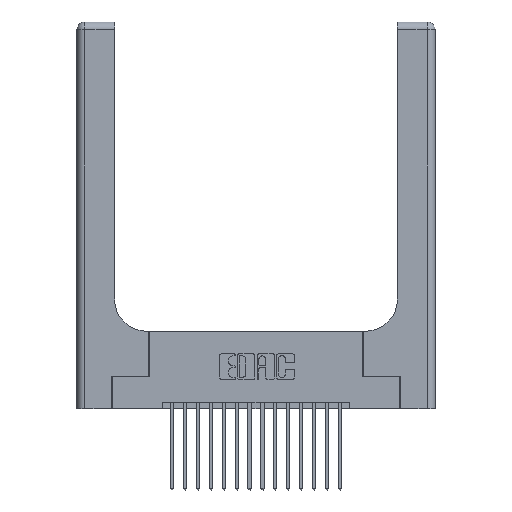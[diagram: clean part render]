
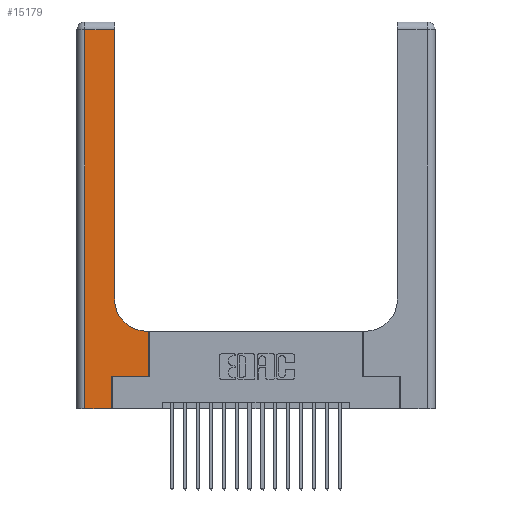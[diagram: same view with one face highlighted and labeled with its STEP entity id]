
A CAD part, top view. The second image highlights one B-rep face of the part: STEP entity #15179.
In plain terms, the highlighted planar face has unit normal (0, 0, 1).
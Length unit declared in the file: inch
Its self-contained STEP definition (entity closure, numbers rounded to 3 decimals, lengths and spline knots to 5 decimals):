
#234 = CARTESIAN_POINT ( 'NONE',  ( 0.06, 2.94, 0.37 ) ) ;
#303 = CARTESIAN_POINT ( 'NONE',  ( 0.2915, 0.6, 0.37 ) ) ;
#1086 = DIRECTION ( 'NONE',  ( 0., 0., -1. ) ) ;
#1179 = LINE ( 'NONE', #2800, #4848 ) ;
#1675 = EDGE_CURVE ( 'NONE', #14083, #18918, #9326, .T. ) ;
#1980 = DIRECTION ( 'NONE',  ( 0., -1., 0. ) ) ;
#2549 = CARTESIAN_POINT ( 'NONE',  ( 0.5415, 0.6, 0.37 ) ) ;
#2571 = ORIENTED_EDGE ( 'NONE', *, *, #4614, .T. ) ;
#2641 = EDGE_CURVE ( 'NONE', #18918, #9097, #5112, .T. ) ;
#2651 = VECTOR ( 'NONE', #5223, 39.37008 ) ;
#2730 = ORIENTED_EDGE ( 'NONE', *, *, #15091, .T. ) ;
#2800 = CARTESIAN_POINT ( 'NONE',  ( 0.269, 0.25, 0.37 ) ) ;
#3573 = CARTESIAN_POINT ( 'NONE',  ( 0.06, 3., 0.37 ) ) ;
#4017 = CARTESIAN_POINT ( 'NONE',  ( 0.2915, 0.85, 0.37 ) ) ;
#4064 = VECTOR ( 'NONE', #1980, 39.37008 ) ;
#4541 = FACE_OUTER_BOUND ( 'NONE', #4550, .T. ) ;
#4542 = CARTESIAN_POINT ( 'NONE',  ( 0., 2.94, 0.37 ) ) ;
#4550 = EDGE_LOOP ( 'NONE', ( #19494, #10399, #2571, #2730, #7728, #5590, #8940, #17866, #15573 ) ) ;
#4585 = CARTESIAN_POINT ( 'NONE',  ( 0.269, 0., 0.37 ) ) ;
#4614 = EDGE_CURVE ( 'NONE', #9097, #7239, #16417, .T. ) ;
#4848 = VECTOR ( 'NONE', #18531, 39.37008 ) ;
#4962 = CIRCLE ( 'NONE', #16216, 0.25 ) ;
#5112 = LINE ( 'NONE', #4542, #17886 ) ;
#5223 = DIRECTION ( 'NONE',  ( 0., 1., 0. ) ) ;
#5540 = VECTOR ( 'NONE', #16360, 39.37008 ) ;
#5590 = ORIENTED_EDGE ( 'NONE', *, *, #14188, .T. ) ;
#5719 = CARTESIAN_POINT ( 'NONE',  ( 0.5585, 0.25, 0.37 ) ) ;
#5743 = VERTEX_POINT ( 'NONE', #18450 ) ;
#6178 = VERTEX_POINT ( 'NONE', #2549 ) ;
#6196 = VERTEX_POINT ( 'NONE', #5719 ) ;
#6454 = CARTESIAN_POINT ( 'NONE',  ( 0.5585, 0.25, 0.37 ) ) ;
#6467 = EDGE_CURVE ( 'NONE', #6196, #9342, #10401, .T. ) ;
#6875 = LINE ( 'NONE', #303, #18567 ) ;
#7239 = VERTEX_POINT ( 'NONE', #10960 ) ;
#7728 = ORIENTED_EDGE ( 'NONE', *, *, #14531, .T. ) ;
#8473 = CARTESIAN_POINT ( 'NONE',  ( 0.2915, 2.94, 0.37 ) ) ;
#8670 = DIRECTION ( 'NONE',  ( -1., 0., 0. ) ) ;
#8912 = PLANE ( 'NONE',  #14677 ) ;
#8940 = ORIENTED_EDGE ( 'NONE', *, *, #6467, .T. ) ;
#9097 = VERTEX_POINT ( 'NONE', #234 ) ;
#9326 = LINE ( 'NONE', #18975, #12961 ) ;
#9342 = VERTEX_POINT ( 'NONE', #13455 ) ;
#9398 = DIRECTION ( 'NONE',  ( 0., 0., -1. ) ) ;
#9591 = DIRECTION ( 'NONE',  ( 0., 1., 0. ) ) ;
#9961 = VERTEX_POINT ( 'NONE', #4585 ) ;
#10399 = ORIENTED_EDGE ( 'NONE', *, *, #2641, .T. ) ;
#10401 = LINE ( 'NONE', #6454, #17538 ) ;
#10960 = CARTESIAN_POINT ( 'NONE',  ( 0.06, 0., 0.37 ) ) ;
#12035 = DIRECTION ( 'NONE',  ( -1., 0., 0. ) ) ;
#12842 = DIRECTION ( 'NONE',  ( -1., 0., 0. ) ) ;
#12961 = VECTOR ( 'NONE', #15909, 39.37008 ) ;
#13068 = CARTESIAN_POINT ( 'NONE',  ( 0.269, 0., 0.37 ) ) ;
#13319 = CARTESIAN_POINT ( 'NONE',  ( 0., 0., 0.37 ) ) ;
#13455 = CARTESIAN_POINT ( 'NONE',  ( 0.5585, 0.6, 0.37 ) ) ;
#14083 = VERTEX_POINT ( 'NONE', #4017 ) ;
#14188 = EDGE_CURVE ( 'NONE', #5743, #6196, #1179, .T. ) ;
#14531 = EDGE_CURVE ( 'NONE', #9961, #5743, #18089, .T. ) ;
#14677 = AXIS2_PLACEMENT_3D ( 'NONE', #19513, #1086, #12035 ) ;
#15091 = EDGE_CURVE ( 'NONE', #7239, #9961, #18253, .T. ) ;
#15179 = ADVANCED_FACE ( 'NONE', ( #4541 ), #8912, .F. ) ;
#15573 = ORIENTED_EDGE ( 'NONE', *, *, #16562, .T. ) ;
#15909 = DIRECTION ( 'NONE',  ( 0., 1., 0. ) ) ;
#16216 = AXIS2_PLACEMENT_3D ( 'NONE', #18491, #9398, #19972 ) ;
#16360 = DIRECTION ( 'NONE',  ( 1., 0., 0. ) ) ;
#16417 = LINE ( 'NONE', #3573, #4064 ) ;
#16562 = EDGE_CURVE ( 'NONE', #6178, #14083, #4962, .T. ) ;
#17538 = VECTOR ( 'NONE', #9591, 39.37008 ) ;
#17866 = ORIENTED_EDGE ( 'NONE', *, *, #19472, .T. ) ;
#17886 = VECTOR ( 'NONE', #8670, 39.37008 ) ;
#18089 = LINE ( 'NONE', #13068, #2651 ) ;
#18253 = LINE ( 'NONE', #13319, #5540 ) ;
#18450 = CARTESIAN_POINT ( 'NONE',  ( 0.269, 0.25, 0.37 ) ) ;
#18491 = CARTESIAN_POINT ( 'NONE',  ( 0.5415, 0.85, 0.37 ) ) ;
#18531 = DIRECTION ( 'NONE',  ( 1., 0., 0. ) ) ;
#18567 = VECTOR ( 'NONE', #12842, 39.37008 ) ;
#18918 = VERTEX_POINT ( 'NONE', #8473 ) ;
#18975 = CARTESIAN_POINT ( 'NONE',  ( 0.2915, 3., 0.37 ) ) ;
#19472 = EDGE_CURVE ( 'NONE', #9342, #6178, #6875, .T. ) ;
#19494 = ORIENTED_EDGE ( 'NONE', *, *, #1675, .T. ) ;
#19513 = CARTESIAN_POINT ( 'NONE',  ( 0., 3., 0.37 ) ) ;
#19972 = DIRECTION ( 'NONE',  ( 1., 0., 0. ) ) ;
